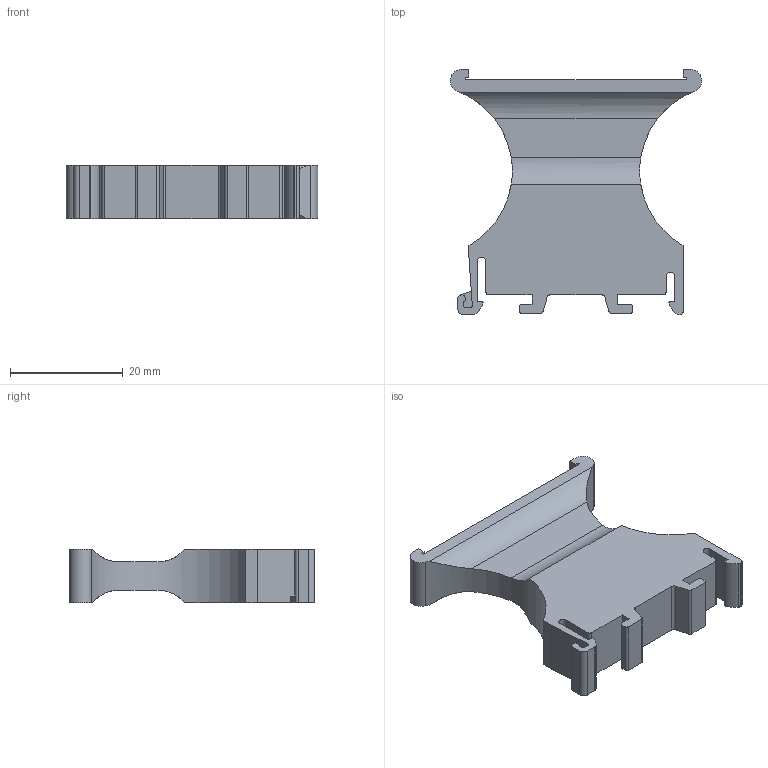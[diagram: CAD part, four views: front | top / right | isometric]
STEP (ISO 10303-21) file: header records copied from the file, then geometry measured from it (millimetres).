
FILE_DESCRIPTION((''),'2;1');
FILE_NAME('UTD-B1','2023-11-01T',('dell'),(''),'PRO/ENGINEER BY PARAMETRIC TECHNOLOGY CORPORATION, 2013230','PRO/ENGINEER BY PARAMETRIC TECHNOLOGY CORPORATION, 2013230','');
FILE_SCHEMA(('AUTOMOTIVE_DESIGN { 1 0 10303 214 1 1 1 1 }'));
Length unit declared in the file: millimetre
Products named in the file (1): UTD-B1
Bounding box: 44.6 x 43.5 x 9.5 mm (x, y, z)
Volume: 9872.2 mm3; surface area: 4690.9 mm2
Topology: 1 solids, 1 shells, 75 faces, 219 edges, 146 vertices
Faces by surface type: plane 44, cylinder 31
Entity records: 2621 total; most frequent: CARTESIAN_POINT 512, ORIENTED_EDGE 438, DIRECTION 424, EDGE_CURVE 219, VECTOR 148, LINE 148, VERTEX_POINT 146, AXIS2_PLACEMENT_3D 138
